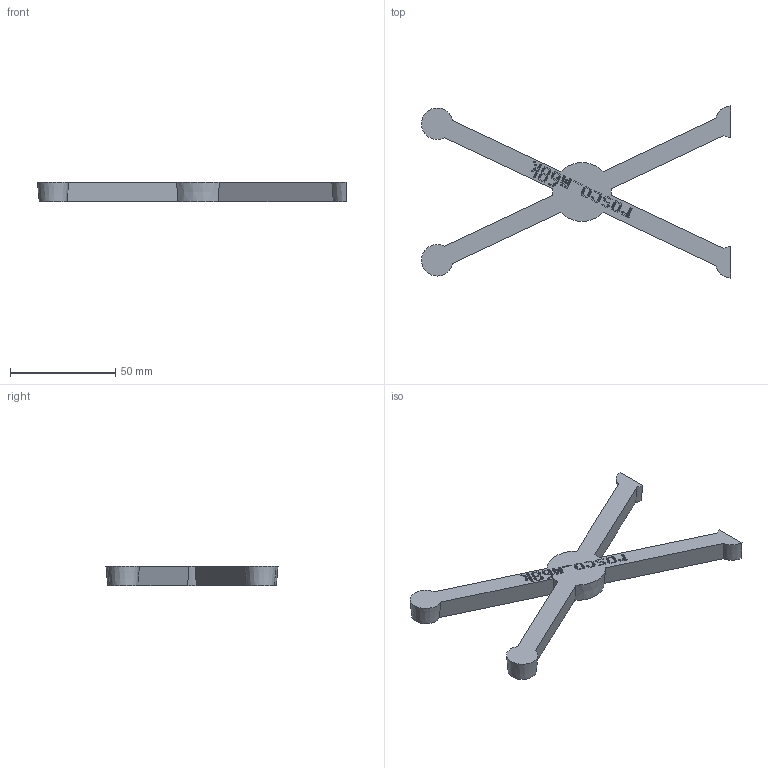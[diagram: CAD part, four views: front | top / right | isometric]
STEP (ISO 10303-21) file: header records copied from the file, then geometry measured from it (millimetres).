
FILE_DESCRIPTION(/* description */ ('','CAx-IF Rec.Pracs.---Representation and Presentation of Product Manufacturing Information (PMI)---4.0---2014-10-13'),/* implementation_level */ '2;1');
FILE_NAME(/* name */ 'keyboard-2-plate v10 - Support LHS.step',/* time_stamp */ '2025-01-19T01:28:25Z',/* author */ (''),/* organization */ (''),/* preprocessor_version */ 'ST-DEVELOPER v20',/* originating_system */ 'Autodesk Translation Framework v13.20.0.188',/* authorisation */ '');
FILE_SCHEMA (('AP242_MANAGED_MODEL_BASED_3D_ENGINEERING_MIM_LF { 1 0 10303 442 1 1 4 }'));
Length unit declared in the file: millimetre
Products named in the file (4): keyboard-2-plate; Base; Base-Feet; Supports
Assembly tree (3 placements, depth 4):
  keyboard-2-plate
    Base
      Base-Feet
        Supports
Bounding box: 147.2 x 81.96 x 9.5 mm (x, y, z)
Volume: 15859.8 mm3; surface area: 17333.6 mm2
Topology: 1 solids, 1 shells, 743 faces, 1990 edges, 1327 vertices
Faces by surface type: bspline 622, plane 101, cone 20
Entity records: 29009 total; most frequent: CARTESIAN_POINT 14729, ORIENTED_EDGE 3980, EDGE_CURVE 1990, VERTEX_POINT 1327, B_SPLINE_CURVE_WITH_KNOTS 1246, DIRECTION 1000, EDGE_LOOP 821, FACE_OUTER_BOUND 743
